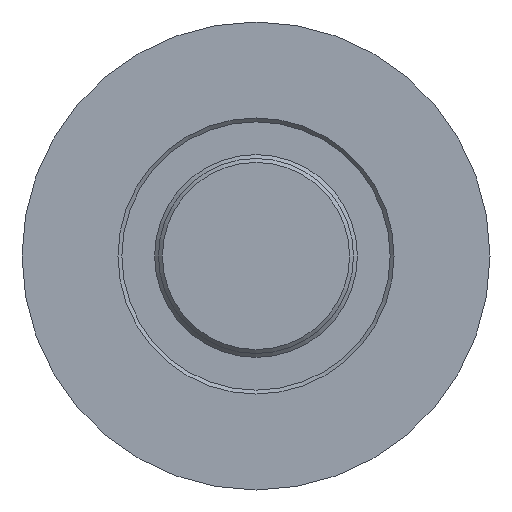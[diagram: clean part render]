
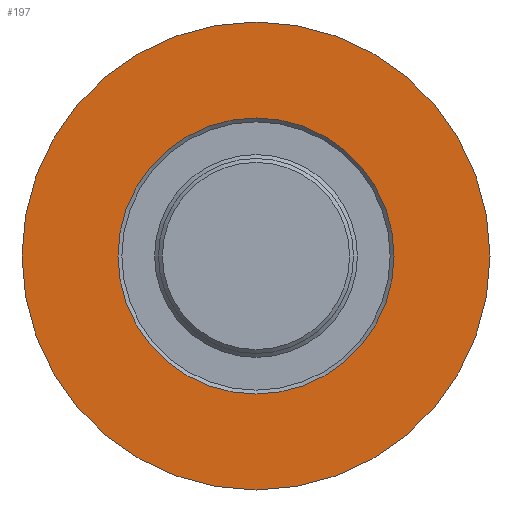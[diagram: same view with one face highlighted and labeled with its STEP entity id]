
A CAD part, front view. The second image highlights one B-rep face of the part: STEP entity #197.
In plain terms, the highlighted planar face has unit normal (0, -1, 0).
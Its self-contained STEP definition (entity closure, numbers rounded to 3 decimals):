
#16=FACE_BOUND('',#46,.T.);
#19=PLANE('',#240);
#32=FACE_OUTER_BOUND('',#45,.T.);
#45=EDGE_LOOP('',(#163,#164));
#46=EDGE_LOOP('',(#165));
#75=CIRCLE('',#236,8.85);
#78=CIRCLE('',#241,15.);
#79=CIRCLE('',#242,15.);
#94=VERTEX_POINT('',#351);
#97=VERTEX_POINT('',#361);
#98=VERTEX_POINT('',#362);
#116=EDGE_CURVE('',#94,#94,#75,.T.);
#121=EDGE_CURVE('',#97,#98,#78,.T.);
#122=EDGE_CURVE('',#98,#97,#79,.T.);
#163=ORIENTED_EDGE('',*,*,#121,.F.);
#164=ORIENTED_EDGE('',*,*,#122,.F.);
#165=ORIENTED_EDGE('',*,*,#116,.F.);
#197=ADVANCED_FACE('',(#32,#16),#19,.T.);
#236=AXIS2_PLACEMENT_3D('',#352,#286,#287);
#240=AXIS2_PLACEMENT_3D('',#360,#296,#297);
#241=AXIS2_PLACEMENT_3D('',#363,#298,#299);
#242=AXIS2_PLACEMENT_3D('',#364,#300,#301);
#286=DIRECTION('center_axis',(0.,-1.,0.));
#287=DIRECTION('ref_axis',(1.,0.,0.));
#296=DIRECTION('center_axis',(0.,-1.,0.));
#297=DIRECTION('ref_axis',(0.,0.,-1.));
#298=DIRECTION('center_axis',(0.,1.,0.));
#299=DIRECTION('ref_axis',(1.,0.,0.));
#300=DIRECTION('center_axis',(0.,1.,0.));
#301=DIRECTION('ref_axis',(1.,0.,0.));
#351=CARTESIAN_POINT('',(-8.85,0.,0.));
#352=CARTESIAN_POINT('Origin',(0.,0.,0.));
#360=CARTESIAN_POINT('Origin',(-15.,0.,0.));
#361=CARTESIAN_POINT('',(-15.,0.,0.));
#362=CARTESIAN_POINT('',(15.,0.,0.));
#363=CARTESIAN_POINT('Origin',(0.,0.,0.));
#364=CARTESIAN_POINT('Origin',(0.,0.,0.));
